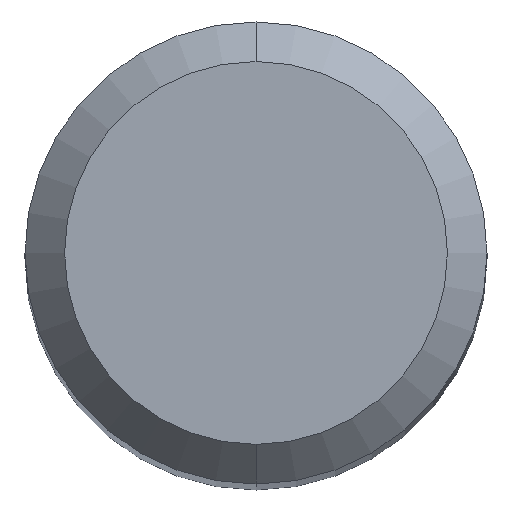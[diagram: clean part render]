
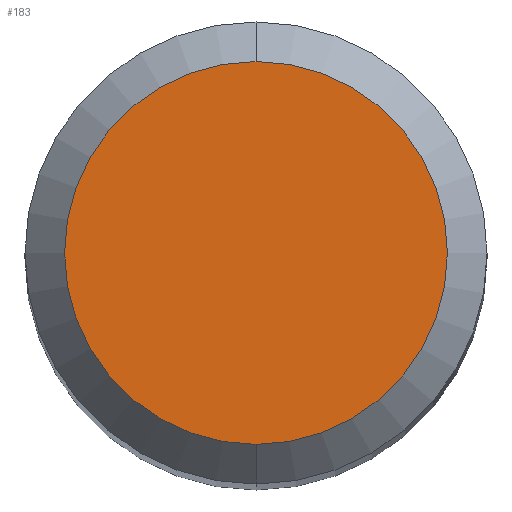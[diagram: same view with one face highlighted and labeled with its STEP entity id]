
A CAD part, top view. The second image highlights one B-rep face of the part: STEP entity #183.
In plain terms, the highlighted planar face has unit normal (0, 0, 1).
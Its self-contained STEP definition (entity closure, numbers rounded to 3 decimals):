
#133=EDGE_CURVE('',#225,#189,#348,.T.);
#183=ADVANCED_FACE('',(#402),#403,.T.);
#189=VERTEX_POINT('',#409);
#225=VERTEX_POINT('',#450);
#253=EDGE_CURVE('',#189,#225,#483,.T.);
#348=CIRCLE('',#582,1.45);
#402=FACE_OUTER_BOUND('',#649,.T.);
#403=PLANE('',#650);
#409=CARTESIAN_POINT('',(0.,-1.45,0.0));
#450=CARTESIAN_POINT('',(0.0,1.45,0.0));
#483=CIRCLE('',#755,1.45);
#582=AXIS2_PLACEMENT_3D('',#865,#866,#867);
#649=EDGE_LOOP('',(#918,#919));
#650=AXIS2_PLACEMENT_3D('',#920,#921,#922);
#755=AXIS2_PLACEMENT_3D('',#1037,#1038,#1039);
#865=CARTESIAN_POINT('',(0.0,0.0,0.0));
#866=DIRECTION('',(0.0,0.0,-1.0));
#867=DIRECTION('',(0.0,1.0,0.0));
#918=ORIENTED_EDGE('',*,*,#133,.F.);
#919=ORIENTED_EDGE('',*,*,#253,.F.);
#920=CARTESIAN_POINT('',(0.0,0.725,0.0));
#921=DIRECTION('',(-0.0,0.0,1.0));
#922=DIRECTION('',(0.0,-1.0,0.0));
#1037=CARTESIAN_POINT('',(0.0,0.0,0.0));
#1038=DIRECTION('',(0.0,0.0,-1.0));
#1039=DIRECTION('',(0.0,1.0,0.0));
